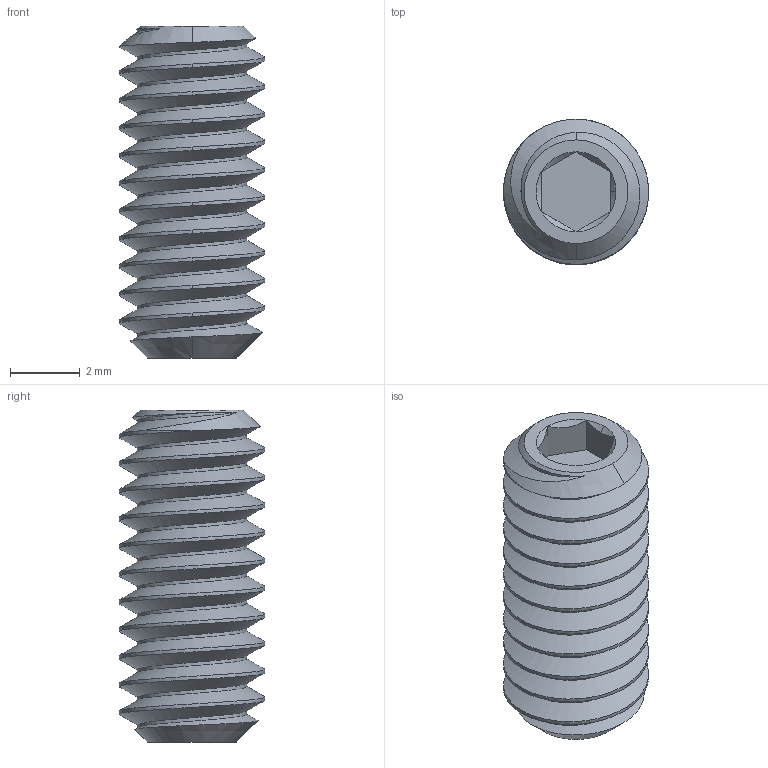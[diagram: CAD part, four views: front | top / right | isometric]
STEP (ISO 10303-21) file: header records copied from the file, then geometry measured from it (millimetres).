
FILE_DESCRIPTION (( 'STEP AP203' ), '1' );
FILE_NAME ('91375A773_Alloy Steel Cup-Point Set Screw.STEP', '2022-07-06T18:03:41', ( 'Administrator' ), ( 'Managed by Terraform' ), 'SwSTEP 2.0', 'SolidWorks 2017', '' );
FILE_SCHEMA (( 'CONFIG_CONTROL_DESIGN' ));
Length unit declared in the file: inch
Products named in the file (1): 91375A773_Alloy Steel Cup-Point Set Screw
Bounding box: 4.16 x 4.17 x 9.53 mm (x, y, z)
Volume: 93.4 mm3; surface area: 206 mm2
Topology: 1 solids, 1 shells, 47 faces, 119 edges, 74 vertices
Faces by surface type: cylinder 22, cone 13, plane 9, bspline 3
Entity records: 3430 total; most frequent: CARTESIAN_POINT 2401, ORIENTED_EDGE 234, DIRECTION 160, EDGE_CURVE 117, VERTEX_POINT 74, AXIS2_PLACEMENT_3D 60, EDGE_LOOP 49, ADVANCED_FACE 47
